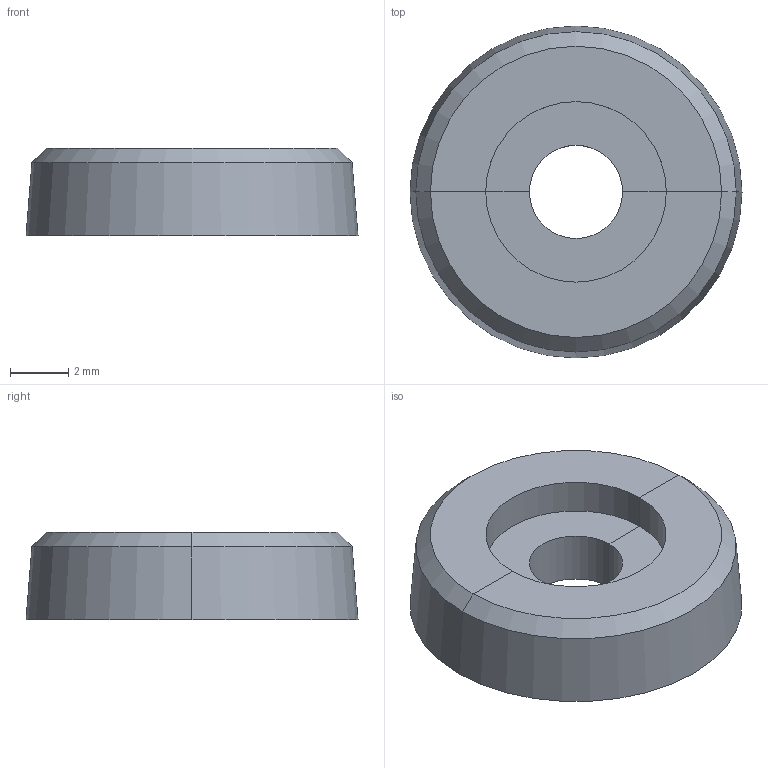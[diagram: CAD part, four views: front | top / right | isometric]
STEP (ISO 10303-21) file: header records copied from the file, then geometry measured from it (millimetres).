
FILE_DESCRIPTION( (''), '2;1');
FILE_NAME ('PC18.11852.TM_347_1763.stp','2022-05-09T12:41:59',(''),(''),'spGate 18.9.1 (****-****-****-****)','','');
FILE_SCHEMA (('AUTOMOTIVE_DESIGN'));
Length unit declared in the file: millimetre
Products named in the file (2): Assembly; M10290B0000_2_M2
Assembly tree (1 placements, depth 2):
  Assembly
    M10290B0000_2_M2
Bounding box: 11.4 x 11.4 x 3 mm (x, y, z)
Volume: 239.7 mm3; surface area: 317.9 mm2
Topology: 1 solids, 1 shells, 16 faces, 32 edges, 16 vertices
Faces by surface type: bspline 10, cylinder 4, plane 2
Entity records: 778 total; most frequent: CARTESIAN_POINT 166, ORIENTED_EDGE 64, DIRECTION 60, COLOUR_RGB 49, PRESENTATION_STYLE_ASSIGNMENT 49, STYLED_ITEM 49, EDGE_CURVE 32, DRAUGHTING_PRE_DEFINED_CURVE_FONT 32
